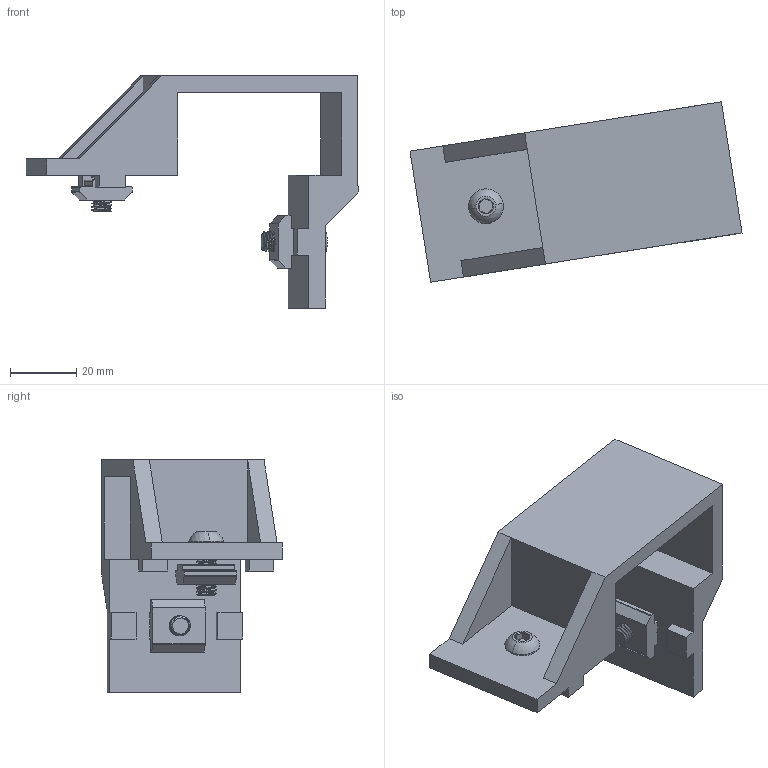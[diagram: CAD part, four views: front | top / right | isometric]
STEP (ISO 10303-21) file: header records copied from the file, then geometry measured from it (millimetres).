
FILE_DESCRIPTION(/* description */ ('Alibre Inc.'),/* implementation_level */ '2;1');
FILE_NAME(/* name */ 'export-6C3DF574-62FA-4720-BF8E-B65A7076F22C',/* time_stamp */ '2022-04-11T22:51:10+03:00',/* author */ (''),/* organization */ (''),/* preprocessor_version */ 'ST-DEVELOPER v17',/* originating_system */ 'Alibre',/* authorisation */ '');
FILE_SCHEMA (('CONFIG_CONTROL_DESIGN'));
Length unit declared in the file: millimetre
Bounding box: 100.08 x 54.34 x 70 mm (x, y, z)
Volume: 46825 mm3; surface area: 22900.5 mm2
Topology: 5 solids, 5 shells, 276 faces, 744 edges, 480 vertices
Faces by surface type: cylinder 118, plane 94, cone 42, bspline 18, sphere 4
Full cylindrical faces by diameter (mm): 6.5 x2
Entity records: 11665 total; most frequent: CARTESIAN_POINT 7613, ORIENTED_EDGE 856, DIRECTION 579, EDGE_CURVE 428, VERTEX_POINT 278, VECTOR 219, LINE 219, AXIS2_PLACEMENT_3D 213
